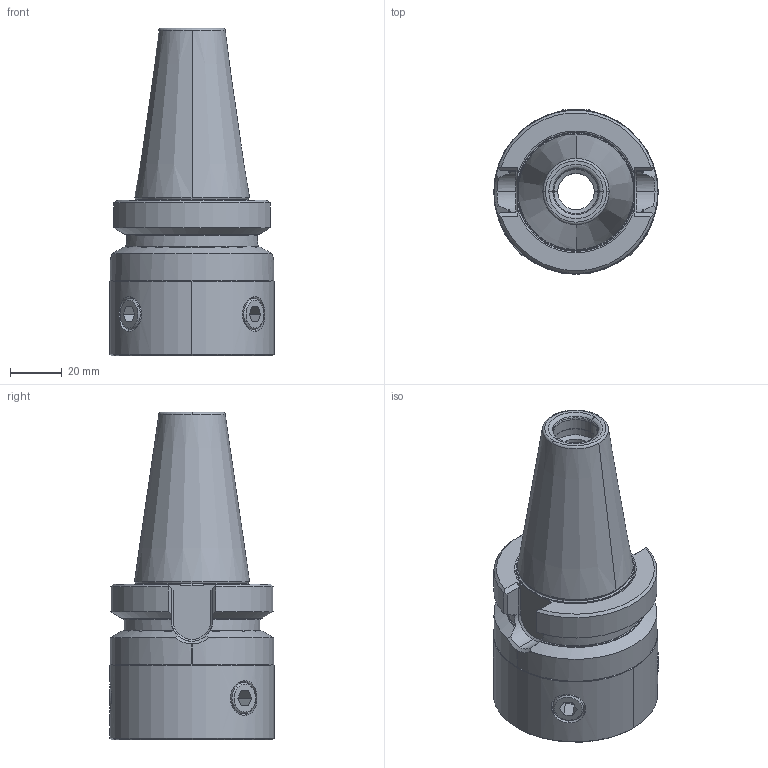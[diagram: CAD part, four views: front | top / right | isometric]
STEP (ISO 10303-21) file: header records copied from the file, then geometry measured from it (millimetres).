
FILE_DESCRIPTION(('no description'),'unknown implementation level');
FILE_NAME('0B3D58C5-9C05-4824-A3AB-83296597A4F6_export.stp',' ',('CIMSOURCE GmbH'),('CADClick - KiM GmbH - www.kimweb.de'),'unknown preprocess','ACIS','unknown authorization');
FILE_SCHEMA(('automotive_design'));
Length unit declared in the file: millimetre
Products named in the file (4): 323.831N Kaiser SK40B_BTxCKN6x100|690.436 Kaiser ETL M12 X 18 CK6;Schnitt-Linear austragen2; 323.831N Kaiser SK40B_BTxCKN6x100|323.831N Kaiser Schaft SK40B_BTxCKN6x100;Schnitt-Rotation7
Bounding box: 63.5 x 63.5 x 126.4 mm (x, y, z)
Volume: 169928.8 mm3; surface area: 39087.8 mm2
Topology: 4 solids, 4 shells, 249 faces, 594 edges, 352 vertices
Faces by surface type: plane 85, cone 76, cylinder 68, torus 18, bspline 2
Entity records: 14963 total; most frequent: CARTESIAN_POINT 2485, DIRECTION 1240, STYLED_ITEM 1191, PRESENTATION_STYLE_ASSIGNMENT 1191, COLOUR_RGB 1191, ORIENTED_EDGE 1172, EDGE_CURVE 586, CURVE_STYLE 586
